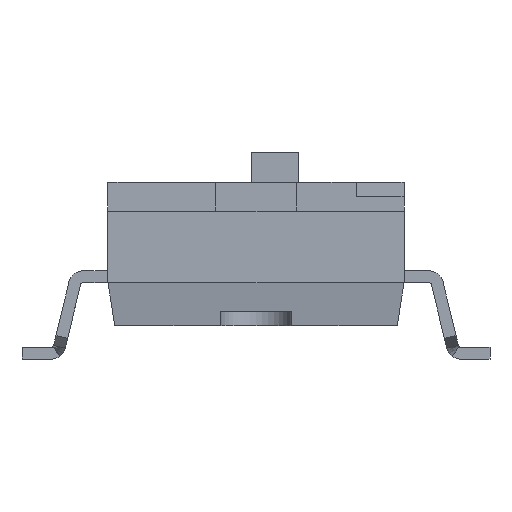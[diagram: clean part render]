
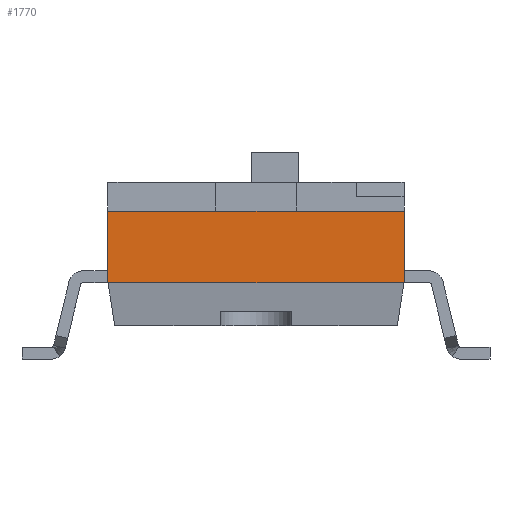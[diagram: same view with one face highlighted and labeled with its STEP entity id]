
A CAD part, left-side view. The second image highlights one B-rep face of the part: STEP entity #1770.
In plain terms, the highlighted planar face has unit normal (-1, 0, 0).
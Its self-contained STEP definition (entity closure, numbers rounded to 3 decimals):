
#1770 = ADVANCED_FACE( '', ( #3424 ), #3425, .T. );
#3424 = FACE_OUTER_BOUND( '', #5076, .T. );
#3425 = PLANE( '', #5077 );
#5076 = EDGE_LOOP( '', ( #9944, #9945, #9946, #9947 ) );
#5077 = AXIS2_PLACEMENT_3D( '', #9948, #9949, #9950 );
#9944 = ORIENTED_EDGE( '', *, *, #12272, .F. );
#9945 = ORIENTED_EDGE( '', *, *, #12229, .F. );
#9946 = ORIENTED_EDGE( '', *, *, #11754, .T. );
#9947 = ORIENTED_EDGE( '', *, *, #12042, .F. );
#9948 = CARTESIAN_POINT( '', ( -9.36, 3.1, -2.4 ) );
#9949 = DIRECTION( '', ( -1., 0., 0. ) );
#9950 = DIRECTION( '', ( 0., 0., 1. ) );
#11754 = EDGE_CURVE( '', #14402, #14524, #14526, .T. );
#12042 = EDGE_CURVE( '', #14898, #14524, #14899, .T. );
#12229 = EDGE_CURVE( '', #14402, #15133, #15134, .T. );
#12272 = EDGE_CURVE( '', #15133, #14898, #15182, .T. );
#14402 = VERTEX_POINT( '', #18859 );
#14524 = VERTEX_POINT( '', #19043 );
#14526 = LINE( '', #19046, #19047 );
#14898 = VERTEX_POINT( '', #19616 );
#14899 = LINE( '', #19617, #19618 );
#15133 = VERTEX_POINT( '', #20011 );
#15134 = LINE( '', #20012, #20013 );
#15182 = LINE( '', #20091, #20092 );
#18859 = CARTESIAN_POINT( '', ( -9.36, -3.1, -1.5 ) );
#19043 = CARTESIAN_POINT( '', ( -9.36, -3.1, 0. ) );
#19046 = CARTESIAN_POINT( '', ( -9.36, -3.1, -2.4 ) );
#19047 = VECTOR( '', #21357, 1000. );
#19616 = CARTESIAN_POINT( '', ( -9.36, 3.1, 0. ) );
#19617 = CARTESIAN_POINT( '', ( -9.36, 3.1, 0. ) );
#19618 = VECTOR( '', #21593, 1000. );
#20011 = CARTESIAN_POINT( '', ( -9.36, 3.1, -1.5 ) );
#20012 = CARTESIAN_POINT( '', ( -9.36, -19.866, -1.5 ) );
#20013 = VECTOR( '', #21714, 1000. );
#20091 = CARTESIAN_POINT( '', ( -9.36, 3.1, -2.4 ) );
#20092 = VECTOR( '', #21737, 1000. );
#21357 = DIRECTION( '', ( 0., 0., 1. ) );
#21593 = DIRECTION( '', ( 0., -1., 0. ) );
#21714 = DIRECTION( '', ( 0., 1., 0. ) );
#21737 = DIRECTION( '', ( 0., 0., 1. ) );
